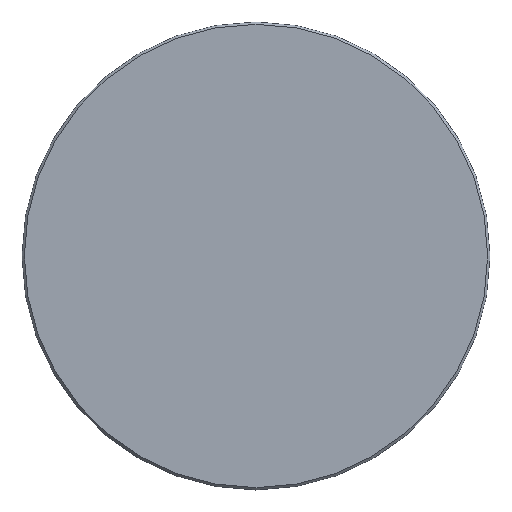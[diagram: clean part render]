
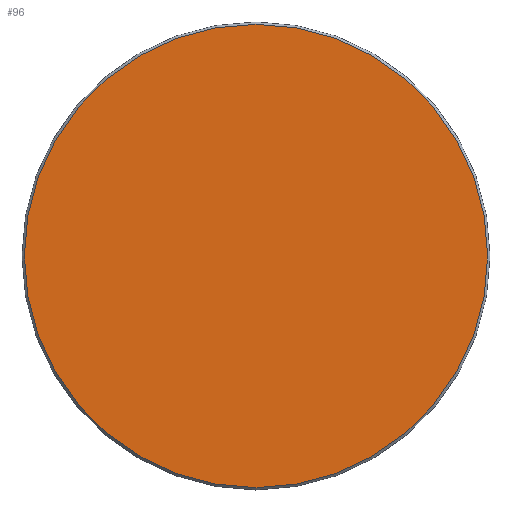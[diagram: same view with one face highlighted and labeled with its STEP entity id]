
A CAD part, top view. The second image highlights one B-rep face of the part: STEP entity #96.
In plain terms, the highlighted planar face has unit normal (0, 0, 1).
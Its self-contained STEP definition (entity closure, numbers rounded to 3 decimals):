
#1 = CIRCLE ( 'NONE', #131, 49.5 ) ;
#4 = AXIS2_PLACEMENT_3D ( 'NONE', #28, #220, #170 ) ;
#18 = CARTESIAN_POINT ( 'NONE',  ( 0., 0., 4. ) ) ;
#28 = CARTESIAN_POINT ( 'NONE',  ( 0., 0., 4. ) ) ;
#47 = DIRECTION ( 'NONE',  ( 1., 0., 0. ) ) ;
#63 = CARTESIAN_POINT ( 'NONE',  ( 49.5, 0., 4. ) ) ;
#95 = FACE_OUTER_BOUND ( 'NONE', #214, .T. ) ;
#96 = ADVANCED_FACE ( 'NONE', ( #95 ), #115, .T. ) ;
#97 = CIRCLE ( 'NONE', #4, 49.5 ) ;
#112 = DIRECTION ( 'NONE',  ( 0., 0., 1. ) ) ;
#115 = PLANE ( 'NONE',  #201 ) ;
#131 = AXIS2_PLACEMENT_3D ( 'NONE', #18, #189, #47 ) ;
#137 = VERTEX_POINT ( 'NONE', #153 ) ;
#153 = CARTESIAN_POINT ( 'NONE',  ( -49.5, 0., 4. ) ) ;
#161 = EDGE_CURVE ( 'NONE', #137, #213, #97, .T. ) ;
#169 = CARTESIAN_POINT ( 'NONE',  ( 0., 0., 4. ) ) ;
#170 = DIRECTION ( 'NONE',  ( 1., 0., 0. ) ) ;
#181 = ORIENTED_EDGE ( 'NONE', *, *, #161, .T. ) ;
#183 = DIRECTION ( 'NONE',  ( 1., 0., 0. ) ) ;
#189 = DIRECTION ( 'NONE',  ( 0., 0., 1. ) ) ;
#199 = ORIENTED_EDGE ( 'NONE', *, *, #206, .T. ) ;
#201 = AXIS2_PLACEMENT_3D ( 'NONE', #169, #112, #183 ) ;
#206 = EDGE_CURVE ( 'NONE', #213, #137, #1, .T. ) ;
#213 = VERTEX_POINT ( 'NONE', #63 ) ;
#214 = EDGE_LOOP ( 'NONE', ( #181, #199 ) ) ;
#220 = DIRECTION ( 'NONE',  ( 0., 0., 1. ) ) ;
